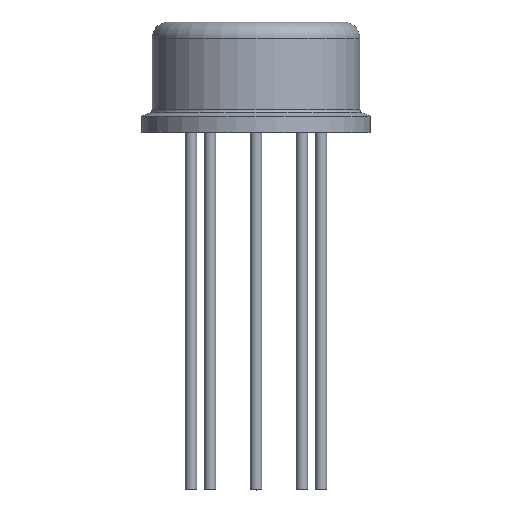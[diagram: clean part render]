
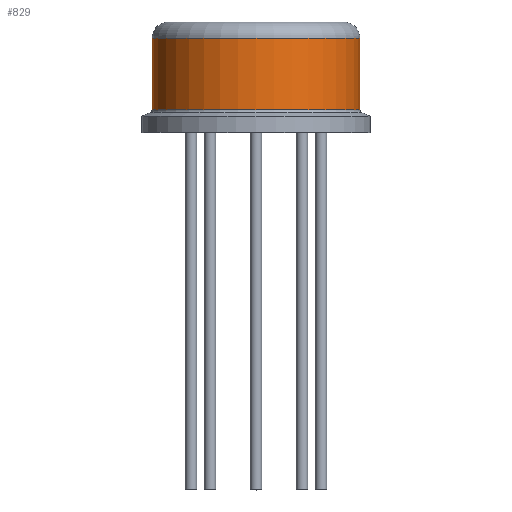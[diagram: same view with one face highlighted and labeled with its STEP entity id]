
A CAD part, top view. The second image highlights one B-rep face of the part: STEP entity #829.
In plain terms, the highlighted cylindrical face has radius 4.064 mm (diameter 8.128 mm), a partial arc.
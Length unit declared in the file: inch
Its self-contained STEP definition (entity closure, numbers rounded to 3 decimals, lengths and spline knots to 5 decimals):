
#36 = DIRECTION ( 'NONE',  ( 1., 0., 0. ) ) ;
#37 = AXIS2_PLACEMENT_3D ( 'NONE', #779, #881, #785 ) ;
#55 = LINE ( 'NONE', #66, #1040 ) ;
#66 = CARTESIAN_POINT ( 'NONE',  ( 0.16, 0., 0. ) ) ;
#78 = AXIS2_PLACEMENT_3D ( 'NONE', #144, #557, #36 ) ;
#134 = VERTEX_POINT ( 'NONE', #434 ) ;
#144 = CARTESIAN_POINT ( 'NONE',  ( 0., 0.145, 0. ) ) ;
#268 = DIRECTION ( 'NONE',  ( 0., -1., 0. ) ) ;
#273 = DIRECTION ( 'NONE',  ( 0., -1., 0. ) ) ;
#314 = CIRCLE ( 'NONE', #37, 0.16 ) ;
#379 = ORIENTED_EDGE ( 'NONE', *, *, #594, .F. ) ;
#380 = CARTESIAN_POINT ( 'NONE',  ( -0.16, 0., 0. ) ) ;
#434 = CARTESIAN_POINT ( 'NONE',  ( 0.16, 0.145, 0. ) ) ;
#457 = EDGE_CURVE ( 'NONE', #134, #903, #1222, .T. ) ;
#458 = AXIS2_PLACEMENT_3D ( 'NONE', #1335, #1013, #790 ) ;
#483 = CARTESIAN_POINT ( 'NONE',  ( -0.16, 0.145, 0. ) ) ;
#491 = CARTESIAN_POINT ( 'NONE',  ( -0.16, 0.03506, 0. ) ) ;
#557 = DIRECTION ( 'NONE',  ( 0., -1., 0. ) ) ;
#594 = EDGE_CURVE ( 'NONE', #622, #840, #314, .T. ) ;
#622 = VERTEX_POINT ( 'NONE', #678 ) ;
#625 = ORIENTED_EDGE ( 'NONE', *, *, #457, .T. ) ;
#678 = CARTESIAN_POINT ( 'NONE',  ( 0.16, 0.03506, 0. ) ) ;
#747 = EDGE_CURVE ( 'NONE', #134, #622, #55, .T. ) ;
#779 = CARTESIAN_POINT ( 'NONE',  ( 0., 0.03506, 0. ) ) ;
#785 = DIRECTION ( 'NONE',  ( 1., 0., 0. ) ) ;
#787 = EDGE_CURVE ( 'NONE', #903, #840, #1239, .T. ) ;
#790 = DIRECTION ( 'NONE',  ( 1., 0., 0. ) ) ;
#829 = ADVANCED_FACE ( 'NONE', ( #1270 ), #959, .T. ) ;
#840 = VERTEX_POINT ( 'NONE', #491 ) ;
#875 = EDGE_LOOP ( 'NONE', ( #625, #1076, #379, #927 ) ) ;
#881 = DIRECTION ( 'NONE',  ( 0., -1., 0. ) ) ;
#903 = VERTEX_POINT ( 'NONE', #483 ) ;
#927 = ORIENTED_EDGE ( 'NONE', *, *, #747, .F. ) ;
#959 = CYLINDRICAL_SURFACE ( 'NONE', #458, 0.16 ) ;
#1013 = DIRECTION ( 'NONE',  ( 0., -1., 0. ) ) ;
#1040 = VECTOR ( 'NONE', #273, 39.37008 ) ;
#1076 = ORIENTED_EDGE ( 'NONE', *, *, #787, .T. ) ;
#1219 = VECTOR ( 'NONE', #268, 39.37008 ) ;
#1222 = CIRCLE ( 'NONE', #78, 0.16 ) ;
#1239 = LINE ( 'NONE', #380, #1219 ) ;
#1270 = FACE_OUTER_BOUND ( 'NONE', #875, .T. ) ;
#1335 = CARTESIAN_POINT ( 'NONE',  ( 0., 0., 0. ) ) ;
